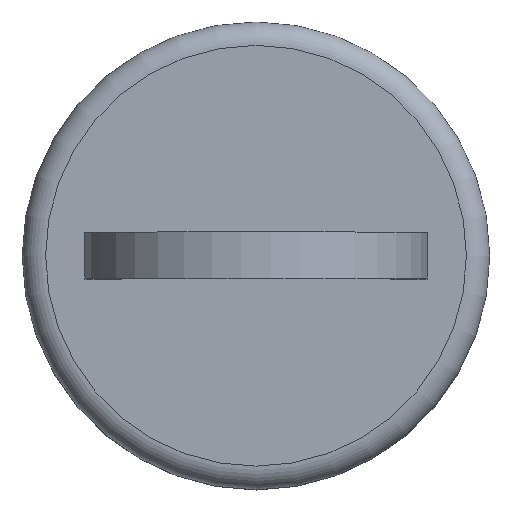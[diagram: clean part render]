
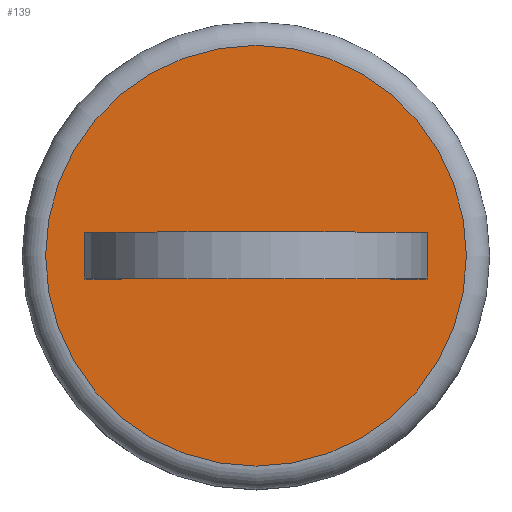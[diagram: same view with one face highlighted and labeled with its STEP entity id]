
A CAD part, top view. The second image highlights one B-rep face of the part: STEP entity #139.
In plain terms, the highlighted planar face has unit normal (0, 0, 1).
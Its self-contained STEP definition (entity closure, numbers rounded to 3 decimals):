
#14=FACE_BOUND('',#39,.T.);
#15=FACE_BOUND('',#40,.T.);
#23=PLANE('',#168);
#30=FACE_OUTER_BOUND('',#38,.T.);
#38=EDGE_LOOP('',(#117));
#39=EDGE_LOOP('',(#118,#119,#120,#121));
#40=EDGE_LOOP('',(#122,#123,#124,#125));
#47=CIRCLE('',#165,0.9);
#51=LINE('',#219,#60);
#52=LINE('',#223,#61);
#53=LINE('',#227,#62);
#54=LINE('',#230,#63);
#55=LINE('',#233,#64);
#56=LINE('',#236,#65);
#57=LINE('',#238,#66);
#58=LINE('',#239,#67);
#60=VECTOR('',#176,10.);
#61=VECTOR('',#179,10.);
#62=VECTOR('',#184,10.);
#63=VECTOR('',#187,10.);
#64=VECTOR('',#190,10.);
#65=VECTOR('',#193,10.);
#66=VECTOR('',#196,10.);
#67=VECTOR('',#197,10.);
#69=VERTEX_POINT('',#217);
#70=VERTEX_POINT('',#218);
#71=VERTEX_POINT('',#220);
#72=VERTEX_POINT('',#222);
#73=VERTEX_POINT('',#226);
#74=VERTEX_POINT('',#228);
#75=VERTEX_POINT('',#232);
#76=VERTEX_POINT('',#234);
#77=VERTEX_POINT('',#241);
#80=EDGE_CURVE('',#69,#70,#51,.T.);
#82=EDGE_CURVE('',#72,#71,#52,.T.);
#84=EDGE_CURVE('',#73,#69,#53,.T.);
#86=EDGE_CURVE('',#71,#74,#54,.T.);
#87=EDGE_CURVE('',#75,#73,#55,.T.);
#89=EDGE_CURVE('',#74,#76,#56,.T.);
#90=EDGE_CURVE('',#70,#75,#57,.T.);
#91=EDGE_CURVE('',#76,#72,#58,.T.);
#92=EDGE_CURVE('',#77,#77,#47,.T.);
#117=ORIENTED_EDGE('',*,*,#92,.F.);
#118=ORIENTED_EDGE('',*,*,#84,.T.);
#119=ORIENTED_EDGE('',*,*,#80,.T.);
#120=ORIENTED_EDGE('',*,*,#90,.T.);
#121=ORIENTED_EDGE('',*,*,#87,.T.);
#122=ORIENTED_EDGE('',*,*,#86,.T.);
#123=ORIENTED_EDGE('',*,*,#89,.T.);
#124=ORIENTED_EDGE('',*,*,#91,.T.);
#125=ORIENTED_EDGE('',*,*,#82,.T.);
#139=ADVANCED_FACE('',(#30,#14,#15),#23,.T.);
#165=AXIS2_PLACEMENT_3D('',#242,#200,#201);
#168=AXIS2_PLACEMENT_3D('',#246,#206,#207);
#176=DIRECTION('',(0.,1.,0.));
#179=DIRECTION('',(0.,-1.,0.));
#184=DIRECTION('',(-1.,0.,0.));
#187=DIRECTION('',(-1.,0.,0.));
#190=DIRECTION('',(0.,-1.,0.));
#193=DIRECTION('',(0.,1.,0.));
#196=DIRECTION('',(1.,0.,0.));
#197=DIRECTION('',(1.,0.,0.));
#200=DIRECTION('center_axis',(0.,0.,-1.));
#201=DIRECTION('ref_axis',(-1.,0.,0.));
#206=DIRECTION('center_axis',(0.,0.,1.));
#207=DIRECTION('ref_axis',(1.,0.,0.));
#217=CARTESIAN_POINT('',(0.593,-0.112,1.173));
#218=CARTESIAN_POINT('',(0.593,0.088,1.173));
#219=CARTESIAN_POINT('',(0.593,-0.012,1.173));
#220=CARTESIAN_POINT('',(-0.559,-0.112,1.173));
#222=CARTESIAN_POINT('',(-0.559,0.088,1.173));
#223=CARTESIAN_POINT('',(-0.559,-0.012,1.173));
#226=CARTESIAN_POINT('',(0.686,-0.112,1.173));
#227=CARTESIAN_POINT('',(0.017,-0.112,1.173));
#228=CARTESIAN_POINT('',(-0.652,-0.112,1.173));
#230=CARTESIAN_POINT('',(0.017,-0.112,1.173));
#232=CARTESIAN_POINT('',(0.686,0.088,1.173));
#233=CARTESIAN_POINT('',(0.686,-0.012,1.173));
#234=CARTESIAN_POINT('',(-0.652,0.088,1.173));
#236=CARTESIAN_POINT('',(-0.652,-0.012,1.173));
#238=CARTESIAN_POINT('',(0.017,0.088,1.173));
#239=CARTESIAN_POINT('',(0.017,0.088,1.173));
#241=CARTESIAN_POINT('',(-0.883,-0.012,1.173));
#242=CARTESIAN_POINT('Origin',(0.017,-0.012,1.173));
#246=CARTESIAN_POINT('Origin',(0.017,-0.012,1.173));
